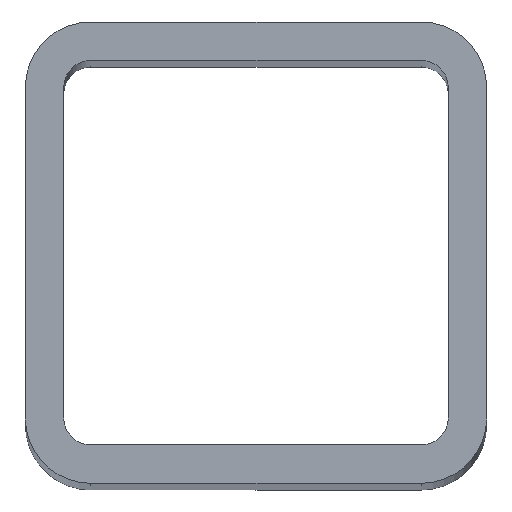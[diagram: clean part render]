
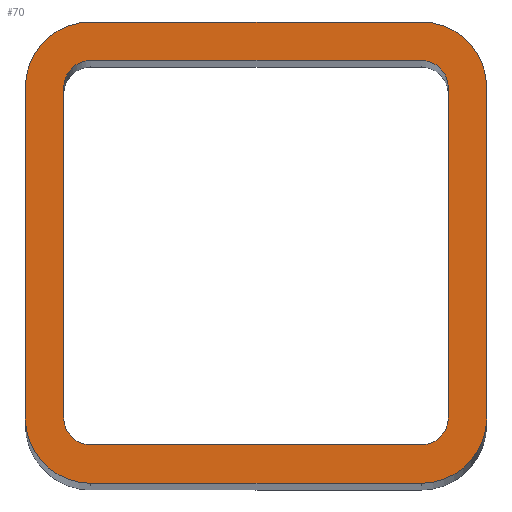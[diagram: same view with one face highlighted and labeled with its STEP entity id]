
A CAD part, top view. The second image highlights one B-rep face of the part: STEP entity #70.
In plain terms, the highlighted planar face has unit normal (0, 0, 1).
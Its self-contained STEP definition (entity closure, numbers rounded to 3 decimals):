
#37 = EDGE_CURVE ( 'NONE', #54, #77, #318, .T. ) ;
#38 = VERTEX_POINT ( 'NONE', #313 ) ;
#39 = ORIENTED_EDGE ( 'NONE', *, *, #40, .F. ) ;
#40 = EDGE_CURVE ( 'NONE', #38, #54, #312, .T. ) ;
#41 = ORIENTED_EDGE ( 'NONE', *, *, #42, .F. ) ;
#42 = EDGE_CURVE ( 'NONE', #105, #38, #242, .T. ) ;
#54 = VERTEX_POINT ( 'NONE', #218 ) ;
#55 = ORIENTED_EDGE ( 'NONE', *, *, #37, .F. ) ;
#56 = VERTEX_POINT ( 'NONE', #217 ) ;
#57 = VERTEX_POINT ( 'NONE', #212 ) ;
#58 = EDGE_CURVE ( 'NONE', #57, #59, #180, .T. ) ;
#59 = VERTEX_POINT ( 'NONE', #175 ) ;
#60 = ORIENTED_EDGE ( 'NONE', *, *, #61, .T. ) ;
#61 = EDGE_CURVE ( 'NONE', #59, #62, #173, .T. ) ;
#62 = VERTEX_POINT ( 'NONE', #166 ) ;
#64 = ORIENTED_EDGE ( 'NONE', *, *, #65, .T. ) ;
#65 = EDGE_CURVE ( 'NONE', #66, #56, #346, .T. ) ;
#66 = VERTEX_POINT ( 'NONE', #341 ) ;
#67 = ORIENTED_EDGE ( 'NONE', *, *, #68, .T. ) ;
#68 = EDGE_CURVE ( 'NONE', #56, #57, #209, .T. ) ;
#69 = ORIENTED_EDGE ( 'NONE', *, *, #58, .T. ) ;
#70 = ADVANCED_FACE ( 'NONE', ( #205, #204 ), #203, .T. ) ;
#71 = EDGE_LOOP ( 'NONE', ( #64, #67, #69, #60, #72, #75, #123, #79 ) ) ;
#72 = ORIENTED_EDGE ( 'NONE', *, *, #73, .T. ) ;
#73 = EDGE_CURVE ( 'NONE', #62, #74, #201, .T. ) ;
#74 = VERTEX_POINT ( 'NONE', #193 ) ;
#75 = ORIENTED_EDGE ( 'NONE', *, *, #76, .T. ) ;
#76 = EDGE_CURVE ( 'NONE', #74, #78, #192, .T. ) ;
#77 = VERTEX_POINT ( 'NONE', #188 ) ;
#78 = VERTEX_POINT ( 'NONE', #187 ) ;
#79 = ORIENTED_EDGE ( 'NONE', *, *, #80, .T. ) ;
#80 = EDGE_CURVE ( 'NONE', #82, #66, #186, .T. ) ;
#81 = EDGE_CURVE ( 'NONE', #78, #82, #182, .T. ) ;
#82 = VERTEX_POINT ( 'NONE', #490 ) ;
#100 = EDGE_CURVE ( 'NONE', #77, #129, #502, .T. ) ;
#101 = EDGE_LOOP ( 'NONE', ( #103, #106, #124, #127, #130, #55, #39, #41 ) ) ;
#102 = VERTEX_POINT ( 'NONE', #591 ) ;
#103 = ORIENTED_EDGE ( 'NONE', *, *, #104, .F. ) ;
#104 = EDGE_CURVE ( 'NONE', #102, #105, #590, .T. ) ;
#105 = VERTEX_POINT ( 'NONE', #586 ) ;
#106 = ORIENTED_EDGE ( 'NONE', *, *, #107, .F. ) ;
#107 = EDGE_CURVE ( 'NONE', #131, #102, #585, .T. ) ;
#123 = ORIENTED_EDGE ( 'NONE', *, *, #81, .T. ) ;
#124 = ORIENTED_EDGE ( 'NONE', *, *, #125, .F. ) ;
#125 = EDGE_CURVE ( 'NONE', #126, #131, #416, .T. ) ;
#126 = VERTEX_POINT ( 'NONE', #412 ) ;
#127 = ORIENTED_EDGE ( 'NONE', *, *, #128, .F. ) ;
#128 = EDGE_CURVE ( 'NONE', #129, #126, #411, .T. ) ;
#129 = VERTEX_POINT ( 'NONE', #406 ) ;
#130 = ORIENTED_EDGE ( 'NONE', *, *, #100, .F. ) ;
#131 = VERTEX_POINT ( 'NONE', #563 ) ;
#166 = CARTESIAN_POINT ( 'NONE',  ( 21.5, -30., 500. ) ) ;
#170 = DIRECTION ( 'NONE',  ( 1., 0., 0. ) ) ;
#171 = VECTOR ( 'NONE', #170, 1000. ) ;
#172 = CARTESIAN_POINT ( 'NONE',  ( -21.5, -30., 500. ) ) ;
#173 = LINE ( 'NONE', #172, #171 ) ;
#175 = CARTESIAN_POINT ( 'NONE',  ( -21.5, -30., 500. ) ) ;
#176 = DIRECTION ( 'NONE',  ( -1., 0., 0. ) ) ;
#177 = DIRECTION ( 'NONE',  ( 0., 0., 1. ) ) ;
#178 = CARTESIAN_POINT ( 'NONE',  ( -21.5, -21.5, 500. ) ) ;
#179 = AXIS2_PLACEMENT_3D ( 'NONE', #178, #177, #176 ) ;
#180 = CIRCLE ( 'NONE', #179, 8.5 ) ;
#182 = CIRCLE ( 'NONE', #384, 8.5 ) ;
#183 = DIRECTION ( 'NONE',  ( -1., 0., 0. ) ) ;
#184 = VECTOR ( 'NONE', #183, 1000. ) ;
#185 = CARTESIAN_POINT ( 'NONE',  ( -21.5, 30., 500. ) ) ;
#186 = LINE ( 'NONE', #185, #184 ) ;
#187 = CARTESIAN_POINT ( 'NONE',  ( 30., 21.5, 500. ) ) ;
#188 = CARTESIAN_POINT ( 'NONE',  ( 25., -21.5, 500. ) ) ;
#189 = DIRECTION ( 'NONE',  ( 0., 1., 0. ) ) ;
#190 = VECTOR ( 'NONE', #189, 1000. ) ;
#191 = CARTESIAN_POINT ( 'NONE',  ( 30., 21.5, 500. ) ) ;
#192 = LINE ( 'NONE', #191, #190 ) ;
#193 = CARTESIAN_POINT ( 'NONE',  ( 30., -21.5, 500. ) ) ;
#194 = DIRECTION ( 'NONE',  ( 1., 0., 0. ) ) ;
#195 = DIRECTION ( 'NONE',  ( 0., 0., 1. ) ) ;
#196 = CARTESIAN_POINT ( 'NONE',  ( 21.5, -21.5, 500. ) ) ;
#197 = AXIS2_PLACEMENT_3D ( 'NONE', #196, #195, #194 ) ;
#198 = DIRECTION ( 'NONE',  ( 1., 0., 0. ) ) ;
#199 = DIRECTION ( 'NONE',  ( 0., 0., 1. ) ) ;
#200 = AXIS2_PLACEMENT_3D ( 'NONE', #202, #199, #198 ) ;
#201 = CIRCLE ( 'NONE', #197, 8.5 ) ;
#202 = CARTESIAN_POINT ( 'NONE',  ( -21.5, 21.5, 500. ) ) ;
#203 = PLANE ( 'NONE',  #200 ) ;
#204 = FACE_BOUND ( 'NONE', #101, .T. ) ;
#205 = FACE_OUTER_BOUND ( 'NONE', #71, .T. ) ;
#206 = DIRECTION ( 'NONE',  ( 0., -1., 0. ) ) ;
#207 = VECTOR ( 'NONE', #206, 1000. ) ;
#208 = CARTESIAN_POINT ( 'NONE',  ( -30., 21.5, 500. ) ) ;
#209 = LINE ( 'NONE', #208, #207 ) ;
#212 = CARTESIAN_POINT ( 'NONE',  ( -30., -21.5, 500. ) ) ;
#217 = CARTESIAN_POINT ( 'NONE',  ( -30., 21.5, 500. ) ) ;
#218 = CARTESIAN_POINT ( 'NONE',  ( 21.5, -25., 500. ) ) ;
#238 = DIRECTION ( 'NONE',  ( -1., 0., 0. ) ) ;
#239 = DIRECTION ( 'NONE',  ( 0., 0., 1. ) ) ;
#240 = CARTESIAN_POINT ( 'NONE',  ( -21.5, -21.5, 500. ) ) ;
#241 = AXIS2_PLACEMENT_3D ( 'NONE', #240, #239, #238 ) ;
#242 = CIRCLE ( 'NONE', #241, 3.5 ) ;
#309 = DIRECTION ( 'NONE',  ( 1., 0., 0. ) ) ;
#310 = VECTOR ( 'NONE', #309, 1000. ) ;
#311 = CARTESIAN_POINT ( 'NONE',  ( -21.5, -25., 500. ) ) ;
#312 = LINE ( 'NONE', #311, #310 ) ;
#313 = CARTESIAN_POINT ( 'NONE',  ( -21.5, -25., 500. ) ) ;
#314 = DIRECTION ( 'NONE',  ( 1., 0., 0. ) ) ;
#315 = DIRECTION ( 'NONE',  ( 0., 0., 1. ) ) ;
#316 = CARTESIAN_POINT ( 'NONE',  ( 21.5, -21.5, 500. ) ) ;
#317 = AXIS2_PLACEMENT_3D ( 'NONE', #316, #315, #314 ) ;
#318 = CIRCLE ( 'NONE', #317, 3.5 ) ;
#341 = CARTESIAN_POINT ( 'NONE',  ( -21.5, 30., 500. ) ) ;
#342 = DIRECTION ( 'NONE',  ( 1., 0., 0. ) ) ;
#343 = DIRECTION ( 'NONE',  ( 0., 0., 1. ) ) ;
#344 = CARTESIAN_POINT ( 'NONE',  ( -21.5, 21.5, 500. ) ) ;
#345 = AXIS2_PLACEMENT_3D ( 'NONE', #344, #343, #342 ) ;
#346 = CIRCLE ( 'NONE', #345, 8.5 ) ;
#383 = DIRECTION ( 'NONE',  ( 0., 0., 1. ) ) ;
#384 = AXIS2_PLACEMENT_3D ( 'NONE', #481, #383, #565 ) ;
#406 = CARTESIAN_POINT ( 'NONE',  ( 25., 21.5, 500. ) ) ;
#407 = DIRECTION ( 'NONE',  ( 1., 0., 0. ) ) ;
#408 = DIRECTION ( 'NONE',  ( 0., 0., 1. ) ) ;
#409 = CARTESIAN_POINT ( 'NONE',  ( 21.5, 21.5, 500. ) ) ;
#410 = AXIS2_PLACEMENT_3D ( 'NONE', #409, #408, #407 ) ;
#411 = CIRCLE ( 'NONE', #410, 3.5 ) ;
#412 = CARTESIAN_POINT ( 'NONE',  ( 21.5, 25., 500. ) ) ;
#413 = DIRECTION ( 'NONE',  ( -1., 0., 0. ) ) ;
#414 = VECTOR ( 'NONE', #413, 1000. ) ;
#415 = CARTESIAN_POINT ( 'NONE',  ( -21.5, 25., 500. ) ) ;
#416 = LINE ( 'NONE', #415, #414 ) ;
#472 = DIRECTION ( 'NONE',  ( 1., 0., 0. ) ) ;
#473 = DIRECTION ( 'NONE',  ( 0., 0., 1. ) ) ;
#474 = CARTESIAN_POINT ( 'NONE',  ( -21.5, 21.5, 500. ) ) ;
#475 = AXIS2_PLACEMENT_3D ( 'NONE', #474, #473, #472 ) ;
#481 = CARTESIAN_POINT ( 'NONE',  ( 21.5, 21.5, 500. ) ) ;
#490 = CARTESIAN_POINT ( 'NONE',  ( 21.5, 30., 500. ) ) ;
#499 = DIRECTION ( 'NONE',  ( 0., 1., 0. ) ) ;
#500 = VECTOR ( 'NONE', #499, 1000. ) ;
#501 = CARTESIAN_POINT ( 'NONE',  ( 25., 21.5, 500. ) ) ;
#502 = LINE ( 'NONE', #501, #500 ) ;
#563 = CARTESIAN_POINT ( 'NONE',  ( -21.5, 25., 500. ) ) ;
#565 = DIRECTION ( 'NONE',  ( 1., 0., 0. ) ) ;
#585 = CIRCLE ( 'NONE', #475, 3.5 ) ;
#586 = CARTESIAN_POINT ( 'NONE',  ( -25., -21.5, 500. ) ) ;
#587 = DIRECTION ( 'NONE',  ( 0., -1., 0. ) ) ;
#588 = VECTOR ( 'NONE', #587, 1000. ) ;
#589 = CARTESIAN_POINT ( 'NONE',  ( -25., 21.5, 500. ) ) ;
#590 = LINE ( 'NONE', #589, #588 ) ;
#591 = CARTESIAN_POINT ( 'NONE',  ( -25., 21.5, 500. ) ) ;
